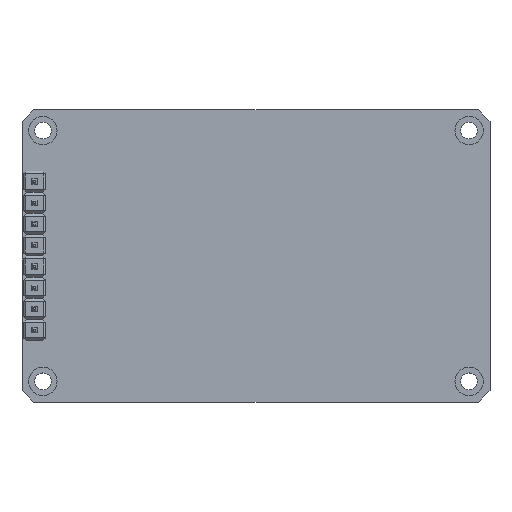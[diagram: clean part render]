
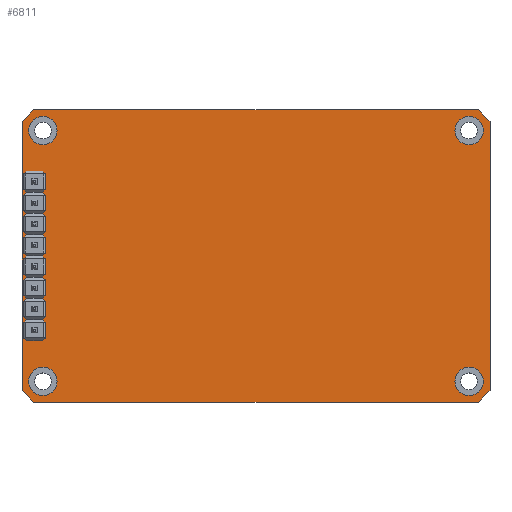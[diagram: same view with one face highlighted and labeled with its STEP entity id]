
A CAD part, top view. The second image highlights one B-rep face of the part: STEP entity #6811.
In plain terms, the highlighted face is planar.
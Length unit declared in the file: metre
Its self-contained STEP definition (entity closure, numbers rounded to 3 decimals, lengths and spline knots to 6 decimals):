
#12=CIRCLE('',#7546,0.0017);
#13=CIRCLE('',#7547,0.0017);
#14=CIRCLE('',#7548,0.0017);
#15=CIRCLE('',#7549,0.0017);
#16=CIRCLE('',#7550,0.001);
#17=CIRCLE('',#7551,0.001);
#18=CIRCLE('',#7552,0.001);
#19=CIRCLE('',#7553,0.001);
#20=CIRCLE('',#7554,0.001);
#21=CIRCLE('',#7555,0.001);
#22=CIRCLE('',#7556,0.001);
#1577=ORIENTED_EDGE('',*,*,#2784,.T.);
#1578=ORIENTED_EDGE('',*,*,#2785,.T.);
#1579=ORIENTED_EDGE('',*,*,#2786,.T.);
#1580=ORIENTED_EDGE('',*,*,#2787,.T.);
#1581=ORIENTED_EDGE('',*,*,#2788,.T.);
#1582=ORIENTED_EDGE('',*,*,#2789,.T.);
#1583=ORIENTED_EDGE('',*,*,#2790,.T.);
#1584=ORIENTED_EDGE('',*,*,#2791,.T.);
#1585=ORIENTED_EDGE('',*,*,#2792,.T.);
#1586=ORIENTED_EDGE('',*,*,#2793,.T.);
#1587=ORIENTED_EDGE('',*,*,#2794,.T.);
#1588=ORIENTED_EDGE('',*,*,#2795,.T.);
#1589=ORIENTED_EDGE('',*,*,#2796,.T.);
#1590=ORIENTED_EDGE('',*,*,#2797,.T.);
#1591=ORIENTED_EDGE('',*,*,#2798,.T.);
#1592=ORIENTED_EDGE('',*,*,#2799,.F.);
#1593=ORIENTED_EDGE('',*,*,#2775,.T.);
#1594=ORIENTED_EDGE('',*,*,#2777,.F.);
#1595=ORIENTED_EDGE('',*,*,#2768,.T.);
#1596=ORIENTED_EDGE('',*,*,#2771,.F.);
#1597=ORIENTED_EDGE('',*,*,#2779,.T.);
#1598=ORIENTED_EDGE('',*,*,#2783,.F.);
#1599=ORIENTED_EDGE('',*,*,#2800,.T.);
#2768=EDGE_CURVE('',#3465,#3467,#4255,.T.);
#2771=EDGE_CURVE('',#3469,#3467,#4258,.T.);
#2775=EDGE_CURVE('',#3471,#3473,#4262,.T.);
#2777=EDGE_CURVE('',#3465,#3473,#4264,.T.);
#2779=EDGE_CURVE('',#3469,#3474,#4266,.T.);
#2783=EDGE_CURVE('',#3477,#3474,#4270,.T.);
#2784=EDGE_CURVE('',#3478,#3478,#12,.T.);
#2785=EDGE_CURVE('',#3479,#3479,#13,.T.);
#2786=EDGE_CURVE('',#3480,#3480,#14,.T.);
#2787=EDGE_CURVE('',#3481,#3481,#15,.T.);
#2788=EDGE_CURVE('',#3482,#3483,#4271,.T.);
#2789=EDGE_CURVE('',#3483,#3484,#4272,.T.);
#2790=EDGE_CURVE('',#3484,#3485,#4273,.T.);
#2791=EDGE_CURVE('',#3485,#3482,#4274,.T.);
#2792=EDGE_CURVE('',#3486,#3486,#16,.T.);
#2793=EDGE_CURVE('',#3487,#3487,#17,.T.);
#2794=EDGE_CURVE('',#3488,#3488,#18,.T.);
#2795=EDGE_CURVE('',#3489,#3489,#19,.T.);
#2796=EDGE_CURVE('',#3490,#3490,#20,.T.);
#2797=EDGE_CURVE('',#3491,#3491,#21,.T.);
#2798=EDGE_CURVE('',#3492,#3492,#22,.T.);
#2799=EDGE_CURVE('',#3471,#3493,#4275,.T.);
#2800=EDGE_CURVE('',#3477,#3493,#4276,.T.);
#3465=VERTEX_POINT('',#11097);
#3467=VERTEX_POINT('',#11101);
#3469=VERTEX_POINT('',#11107);
#3471=VERTEX_POINT('',#11112);
#3473=VERTEX_POINT('',#11116);
#3474=VERTEX_POINT('',#11123);
#3477=VERTEX_POINT('',#11131);
#3478=VERTEX_POINT('',#11135);
#3479=VERTEX_POINT('',#11137);
#3480=VERTEX_POINT('',#11139);
#3481=VERTEX_POINT('',#11141);
#3482=VERTEX_POINT('',#11143);
#3483=VERTEX_POINT('',#11144);
#3484=VERTEX_POINT('',#11146);
#3485=VERTEX_POINT('',#11148);
#3486=VERTEX_POINT('',#11151);
#3487=VERTEX_POINT('',#11153);
#3488=VERTEX_POINT('',#11155);
#3489=VERTEX_POINT('',#11157);
#3490=VERTEX_POINT('',#11159);
#3491=VERTEX_POINT('',#11161);
#3492=VERTEX_POINT('',#11163);
#3493=VERTEX_POINT('',#11165);
#4255=LINE('',#11102,#5046);
#4258=LINE('',#11108,#5049);
#4262=LINE('',#11117,#5053);
#4264=LINE('',#11120,#5055);
#4266=LINE('',#11125,#5057);
#4270=LINE('',#11132,#5061);
#4271=LINE('',#11142,#5062);
#4272=LINE('',#11145,#5063);
#4273=LINE('',#11147,#5064);
#4274=LINE('',#11149,#5065);
#4275=LINE('',#11164,#5066);
#4276=LINE('',#11166,#5067);
#5046=VECTOR('',#8846,1.);
#5049=VECTOR('',#8851,1.);
#5053=VECTOR('',#8857,1.);
#5055=VECTOR('',#8861,1.);
#5057=VECTOR('',#8865,1.);
#5061=VECTOR('',#8871,1.);
#5062=VECTOR('',#8882,1.);
#5063=VECTOR('',#8883,1.);
#5064=VECTOR('',#8884,1.);
#5065=VECTOR('',#8885,1.);
#5066=VECTOR('',#8900,1.);
#5067=VECTOR('',#8901,1.);
#5520=EDGE_LOOP('',(#1577));
#5521=EDGE_LOOP('',(#1578));
#5522=EDGE_LOOP('',(#1579));
#5523=EDGE_LOOP('',(#1580));
#5524=EDGE_LOOP('',(#1581,#1582,#1583,#1584));
#5525=EDGE_LOOP('',(#1585));
#5526=EDGE_LOOP('',(#1586));
#5527=EDGE_LOOP('',(#1587));
#5528=EDGE_LOOP('',(#1588));
#5529=EDGE_LOOP('',(#1589));
#5530=EDGE_LOOP('',(#1590));
#5531=EDGE_LOOP('',(#1591));
#5532=EDGE_LOOP('',(#1592,#1593,#1594,#1595,#1596,#1597,#1598,#1599));
#6005=FACE_BOUND('',#5520,.T.);
#6006=FACE_BOUND('',#5521,.T.);
#6007=FACE_BOUND('',#5522,.T.);
#6008=FACE_BOUND('',#5523,.T.);
#6009=FACE_BOUND('',#5524,.T.);
#6010=FACE_BOUND('',#5525,.T.);
#6011=FACE_BOUND('',#5526,.T.);
#6012=FACE_BOUND('',#5527,.T.);
#6013=FACE_BOUND('',#5528,.T.);
#6014=FACE_BOUND('',#5529,.T.);
#6015=FACE_BOUND('',#5530,.T.);
#6016=FACE_BOUND('',#5531,.T.);
#6017=FACE_BOUND('',#5532,.T.);
#6462=PLANE('',#7545);
#6811=ADVANCED_FACE('',(#6005,#6006,#6007,#6008,#6009,#6010,#6011,#6012,
#6013,#6014,#6015,#6016,#6017),#6462,.F.);
#7545=AXIS2_PLACEMENT_3D('',#11133,#8872,#8873);
#7546=AXIS2_PLACEMENT_3D('',#11134,#8874,#8875);
#7547=AXIS2_PLACEMENT_3D('',#11136,#8876,#8877);
#7548=AXIS2_PLACEMENT_3D('',#11138,#8878,#8879);
#7549=AXIS2_PLACEMENT_3D('',#11140,#8880,#8881);
#7550=AXIS2_PLACEMENT_3D('',#11150,#8886,#8887);
#7551=AXIS2_PLACEMENT_3D('',#11152,#8888,#8889);
#7552=AXIS2_PLACEMENT_3D('',#11154,#8890,#8891);
#7553=AXIS2_PLACEMENT_3D('',#11156,#8892,#8893);
#7554=AXIS2_PLACEMENT_3D('',#11158,#8894,#8895);
#7555=AXIS2_PLACEMENT_3D('',#11160,#8896,#8897);
#7556=AXIS2_PLACEMENT_3D('',#11162,#8898,#8899);
#8846=DIRECTION('',(1.,0.,0.));
#8851=DIRECTION('',(-0.707,0.707,0.));
#8857=DIRECTION('',(0.,1.,0.));
#8861=DIRECTION('',(-0.707,-0.707,0.));
#8865=DIRECTION('',(0.,-1.,0.));
#8871=DIRECTION('',(0.707,0.707,0.));
#8872=DIRECTION('',(0.,0.,1.));
#8873=DIRECTION('',(1.,0.,0.));
#8874=DIRECTION('',(0.,0.,1.));
#8875=DIRECTION('',(1.,0.,0.));
#8876=DIRECTION('',(0.,0.,1.));
#8877=DIRECTION('',(1.,0.,0.));
#8878=DIRECTION('',(0.,0.,1.));
#8879=DIRECTION('',(1.,0.,0.));
#8880=DIRECTION('',(0.,0.,1.));
#8881=DIRECTION('',(1.,0.,0.));
#8882=DIRECTION('',(1.,0.,0.));
#8883=DIRECTION('',(0.,1.,0.));
#8884=DIRECTION('',(-1.,0.,0.));
#8885=DIRECTION('',(0.,-1.,0.));
#8886=DIRECTION('',(0.,0.,1.));
#8887=DIRECTION('',(1.,0.,0.));
#8888=DIRECTION('',(0.,0.,1.));
#8889=DIRECTION('',(1.,0.,0.));
#8890=DIRECTION('',(0.,0.,1.));
#8891=DIRECTION('',(1.,0.,0.));
#8892=DIRECTION('',(0.,0.,1.));
#8893=DIRECTION('',(1.,0.,0.));
#8894=DIRECTION('',(0.,0.,1.));
#8895=DIRECTION('',(1.,0.,0.));
#8896=DIRECTION('',(0.,0.,1.));
#8897=DIRECTION('',(1.,0.,0.));
#8898=DIRECTION('',(0.,0.,1.));
#8899=DIRECTION('',(1.,0.,0.));
#8900=DIRECTION('',(0.707,-0.707,0.));
#8901=DIRECTION('',(-1.,0.,0.));
#11097=CARTESIAN_POINT('',(-0.05459,0.035,0.));
#11101=CARTESIAN_POINT('',(-0.00141,0.035,0.));
#11102=CARTESIAN_POINT('',(-0.056,0.035,0.));
#11107=CARTESIAN_POINT('',(0.,0.03359,0.));
#11108=CARTESIAN_POINT('',(-0.00333,0.03692,0.));
#11112=CARTESIAN_POINT('',(-0.056,0.00141,0.));
#11116=CARTESIAN_POINT('',(-0.056,0.03359,0.));
#11117=CARTESIAN_POINT('',(-0.056,0.,0.));
#11120=CARTESIAN_POINT('',(-0.05267,0.03692,0.));
#11123=CARTESIAN_POINT('',(0.,0.00141,0.));
#11125=CARTESIAN_POINT('',(0.,0.035,0.));
#11131=CARTESIAN_POINT('',(-0.00141,0.,0.));
#11132=CARTESIAN_POINT('',(-0.00333,-0.00192,0.));
#11133=CARTESIAN_POINT('',(-0.028,0.0175,0.));
#11134=CARTESIAN_POINT('',(-0.0535,0.0025,0.));
#11135=CARTESIAN_POINT('',(-0.0518,0.0025,0.));
#11136=CARTESIAN_POINT('',(-0.0025,0.0325,0.));
#11137=CARTESIAN_POINT('',(-0.0008,0.0325,0.));
#11138=CARTESIAN_POINT('',(-0.0025,0.0025,0.));
#11139=CARTESIAN_POINT('',(-0.0008,0.0025,0.));
#11140=CARTESIAN_POINT('',(-0.0535,0.0325,0.));
#11141=CARTESIAN_POINT('',(-0.0518,0.0325,0.));
#11142=CARTESIAN_POINT('',(-0.04075,0.00761,0.));
#11143=CARTESIAN_POINT('',(-0.0555,0.00761,0.));
#11144=CARTESIAN_POINT('',(-0.0535,0.00761,0.));
#11145=CARTESIAN_POINT('',(-0.0535,0.013555,0.));
#11146=CARTESIAN_POINT('',(-0.0535,0.00961,0.));
#11147=CARTESIAN_POINT('',(-0.04175,0.00961,0.));
#11148=CARTESIAN_POINT('',(-0.0555,0.00961,0.));
#11149=CARTESIAN_POINT('',(-0.0555,0.012555,0.));
#11150=CARTESIAN_POINT('',(-0.0545,0.02385,0.));
#11151=CARTESIAN_POINT('',(-0.0535,0.02385,0.));
#11152=CARTESIAN_POINT('',(-0.0545,0.01877,0.));
#11153=CARTESIAN_POINT('',(-0.0535,0.01877,0.));
#11154=CARTESIAN_POINT('',(-0.0545,0.01369,0.));
#11155=CARTESIAN_POINT('',(-0.0535,0.01369,0.));
#11156=CARTESIAN_POINT('',(-0.0545,0.01115,0.));
#11157=CARTESIAN_POINT('',(-0.0535,0.01115,0.));
#11158=CARTESIAN_POINT('',(-0.0545,0.01623,0.));
#11159=CARTESIAN_POINT('',(-0.0535,0.01623,0.));
#11160=CARTESIAN_POINT('',(-0.0545,0.02131,0.));
#11161=CARTESIAN_POINT('',(-0.0535,0.02131,0.));
#11162=CARTESIAN_POINT('',(-0.0545,0.02639,0.));
#11163=CARTESIAN_POINT('',(-0.0535,0.02639,0.));
#11164=CARTESIAN_POINT('',(-0.05267,-0.00192,0.));
#11165=CARTESIAN_POINT('',(-0.05459,0.,0.));
#11166=CARTESIAN_POINT('',(0.,0.,0.));
